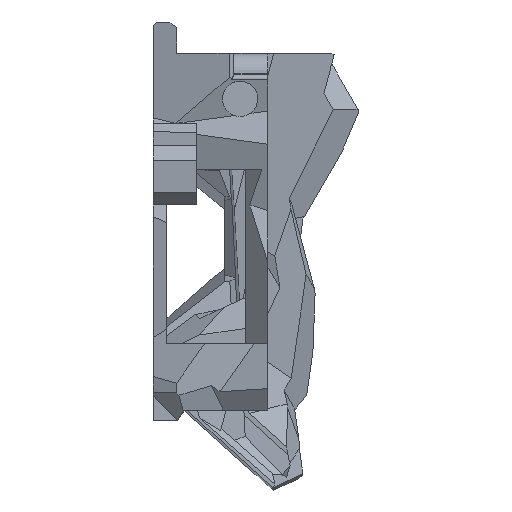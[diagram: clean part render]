
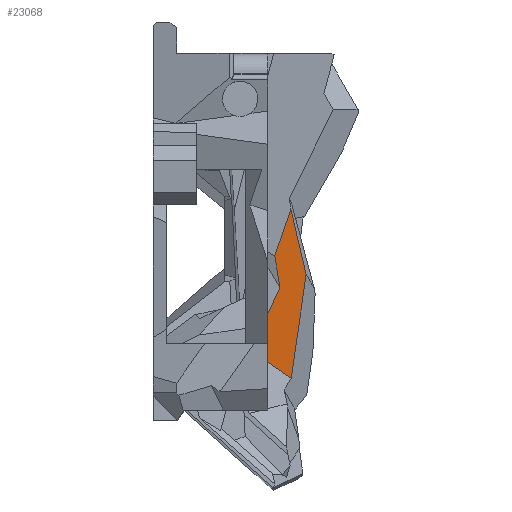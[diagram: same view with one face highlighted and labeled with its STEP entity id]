
A CAD part, left-side view. The second image highlights one B-rep face of the part: STEP entity #23068.
In plain terms, the highlighted planar face has unit normal (-0.947, -0.276, -0.166).
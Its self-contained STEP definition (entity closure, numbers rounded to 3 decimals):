
#9781 = PLANE('',#9782);
#9782 = AXIS2_PLACEMENT_3D('',#9783,#9784,#9785);
#9783 = CARTESIAN_POINT('',(26.265,-0.887,
    46.219));
#9784 = DIRECTION('',(-0.997,0.052,
    -0.056));
#9785 = DIRECTION('',(0.056,0.,
    -0.998));
#13185 = PLANE('',#13186);
#13186 = AXIS2_PLACEMENT_3D('',#13187,#13188,#13189);
#13187 = CARTESIAN_POINT('',(30.335,0.982,
    35.424));
#13188 = DIRECTION('',(0.884,0.451,-0.124));
#13189 = DIRECTION('',(-0.114,-0.05,
    -0.992));
#13213 = PLANE('',#13214);
#13214 = AXIS2_PLACEMENT_3D('',#13215,#13216,#13217);
#13215 = CARTESIAN_POINT('',(28.179,-3.8,
    29.621));
#13216 = DIRECTION('',(0.99,0.108,0.09)
  );
#13217 = DIRECTION('',(0.068,0.19,-0.979)
  );
#18958 = VERTEX_POINT('',#18959);
#18959 = CARTESIAN_POINT('',(26.854,-0.924,
    35.684));
#18973 = PLANE('',#18974);
#18974 = AXIS2_PLACEMENT_3D('',#18975,#18976,#18977);
#18975 = CARTESIAN_POINT('',(26.532,-3.809,
    35.156));
#18976 = DIRECTION('',(0.959,-0.151,0.238));
#18977 = DIRECTION('',(0.242,0.007,-0.97
    ));
#18985 = EDGE_CURVE('',#18986,#18958,#18988,.T.);
#18986 = VERTEX_POINT('',#18987);
#18987 = CARTESIAN_POINT('',(26.413,-2.979,
    41.635));
#18988 = SURFACE_CURVE('',#18989,(#18993,#19000),.PCURVE_S1.);
#18989 = LINE('',#18990,#18991);
#18990 = CARTESIAN_POINT('',(26.431,-2.894,
    41.387));
#18991 = VECTOR('',#18992,1.);
#18992 = DIRECTION('',(0.07,0.326,-0.943
    ));
#18993 = PCURVE('',#9781,#18994);
#18994 = DEFINITIONAL_REPRESENTATION('',(#18995),#18999);
#18995 = LINE('',#18996,#18997);
#18996 = CARTESIAN_POINT('',(4.834,2.009));
#18997 = VECTOR('',#18998,1.);
#18998 = DIRECTION('',(0.945,-0.326));
#18999 = ( GEOMETRIC_REPRESENTATION_CONTEXT(2) 
PARAMETRIC_REPRESENTATION_CONTEXT() REPRESENTATION_CONTEXT('2D SPACE',''
  ) );
#19000 = PCURVE('',#19001,#19006);
#19001 = PLANE('',#19002);
#19002 = AXIS2_PLACEMENT_3D('',#19003,#19004,#19005);
#19003 = CARTESIAN_POINT('',(25.598,4.27,
    34.215));
#19004 = DIRECTION('',(0.947,0.276,0.165));
#19005 = DIRECTION('',(0.17,0.006,-0.985)
  );
#19006 = DEFINITIONAL_REPRESENTATION('',(#19007),#19011);
#19007 = LINE('',#19008,#19009);
#19008 = CARTESIAN_POINT('',(-6.968,-7.411));
#19009 = VECTOR('',#19010,1.);
#19010 = DIRECTION('',(0.943,0.333));
#19011 = ( GEOMETRIC_REPRESENTATION_CONTEXT(2) 
PARAMETRIC_REPRESENTATION_CONTEXT() REPRESENTATION_CONTEXT('2D SPACE',''
  ) );
#19027 = PLANE('',#19028);
#19028 = AXIS2_PLACEMENT_3D('',#19029,#19030,#19031);
#19029 = CARTESIAN_POINT('',(28.065,-4.279,
    37.114));
#19030 = DIRECTION('',(-0.408,-0.906,0.112));
#19031 = DIRECTION('',(-0.912,0.41,0.
    ));
#20497 = EDGE_CURVE('',#20498,#20500,#20502,.T.);
#20498 = VERTEX_POINT('',#20499);
#20499 = CARTESIAN_POINT('',(30.204,-3.016,
    20.006));
#20500 = VERTEX_POINT('',#20501);
#20501 = CARTESIAN_POINT('',(28.086,2.118,
    23.564));
#20502 = SURFACE_CURVE('',#20503,(#20507,#20514),.PCURVE_S1.);
#20503 = LINE('',#20504,#20505);
#20504 = CARTESIAN_POINT('',(25.998,7.182,
    27.072));
#20505 = VECTOR('',#20506,1.);
#20506 = DIRECTION('',(-0.321,0.778,0.539));
#20507 = PCURVE('',#13185,#20508);
#20508 = DEFINITIONAL_REPRESENTATION('',(#20509),#20513);
#20509 = LINE('',#20510,#20511);
#20510 = CARTESIAN_POINT('',(8.474,7.429));
#20511 = VECTOR('',#20512,1.);
#20512 = DIRECTION('',(-0.537,0.843));
#20513 = ( GEOMETRIC_REPRESENTATION_CONTEXT(2) 
PARAMETRIC_REPRESENTATION_CONTEXT() REPRESENTATION_CONTEXT('2D SPACE',''
  ) );
#20514 = PCURVE('',#19001,#20515);
#20515 = DEFINITIONAL_REPRESENTATION('',(#20516),#20520);
#20516 = LINE('',#20517,#20518);
#20517 = CARTESIAN_POINT('',(7.123,2.985));
#20518 = VECTOR('',#20519,1.);
#20519 = DIRECTION('',(-0.582,0.813));
#20520 = ( GEOMETRIC_REPRESENTATION_CONTEXT(2) 
PARAMETRIC_REPRESENTATION_CONTEXT() REPRESENTATION_CONTEXT('2D SPACE',''
  ) );
#20665 = PLANE('',#20666);
#20666 = AXIS2_PLACEMENT_3D('',#20667,#20668,#20669);
#20667 = CARTESIAN_POINT('',(30.741,-4.544,
    24.394));
#20668 = DIRECTION('',(-0.614,-0.766,-0.192));
#20669 = DIRECTION('',(-0.781,0.625,
    0.));
#20681 = VERTEX_POINT('',#20682);
#20682 = CARTESIAN_POINT('',(27.757,-1.587,
    31.622));
#20706 = EDGE_CURVE('',#20500,#20681,#20707,.T.);
#20707 = SURFACE_CURVE('',#20708,(#20712,#20719),.PCURVE_S1.);
#20708 = LINE('',#20709,#20710);
#20709 = CARTESIAN_POINT('',(27.774,-1.395,
    31.204));
#20710 = VECTOR('',#20711,1.);
#20711 = DIRECTION('',(-0.037,-0.417,
    0.908));
#20712 = PCURVE('',#13213,#20713);
#20713 = DEFINITIONAL_REPRESENTATION('',(#20714),#20718);
#20714 = LINE('',#20715,#20716);
#20715 = CARTESIAN_POINT('',(-1.12,2.683));
#20716 = VECTOR('',#20717,1.);
#20717 = DIRECTION('',(-0.971,-0.238));
#20718 = ( GEOMETRIC_REPRESENTATION_CONTEXT(2) 
PARAMETRIC_REPRESENTATION_CONTEXT() REPRESENTATION_CONTEXT('2D SPACE',''
  ) );
#20719 = PCURVE('',#19001,#20720);
#20720 = DEFINITIONAL_REPRESENTATION('',(#20721),#20725);
#20721 = LINE('',#20722,#20723);
#20722 = CARTESIAN_POINT('',(3.303,-5.915));
#20723 = VECTOR('',#20724,1.);
#20724 = DIRECTION('',(-0.903,-0.429));
#20725 = ( GEOMETRIC_REPRESENTATION_CONTEXT(2) 
PARAMETRIC_REPRESENTATION_CONTEXT() REPRESENTATION_CONTEXT('2D SPACE',''
  ) );
#23048 = EDGE_CURVE('',#20681,#18958,#23049,.T.);
#23049 = SURFACE_CURVE('',#23050,(#23054,#23061),.PCURVE_S1.);
#23050 = LINE('',#23051,#23052);
#23051 = CARTESIAN_POINT('',(26.985,-1.02,
    35.094));
#23052 = VECTOR('',#23053,1.);
#23053 = DIRECTION('',(-0.214,0.157,0.964));
#23054 = PCURVE('',#18973,#23055);
#23055 = DEFINITIONAL_REPRESENTATION('',(#23056),#23060);
#23056 = LINE('',#23057,#23058);
#23057 = CARTESIAN_POINT('',(0.189,2.82));
#23058 = VECTOR('',#23059,1.);
#23059 = DIRECTION('',(-0.986,0.166));
#23060 = ( GEOMETRIC_REPRESENTATION_CONTEXT(2) 
PARAMETRIC_REPRESENTATION_CONTEXT() REPRESENTATION_CONTEXT('2D SPACE',''
  ) );
#23061 = PCURVE('',#19001,#23062);
#23062 = DEFINITIONAL_REPRESENTATION('',(#23063),#23067);
#23063 = LINE('',#23064,#23065);
#23064 = CARTESIAN_POINT('',(-0.662,-5.5));
#23065 = VECTOR('',#23066,1.);
#23066 = DIRECTION('',(-0.985,0.17));
#23067 = ( GEOMETRIC_REPRESENTATION_CONTEXT(2) 
PARAMETRIC_REPRESENTATION_CONTEXT() REPRESENTATION_CONTEXT('2D SPACE',''
  ) );
#23068 = ADVANCED_FACE('',(#23069),#19001,.F.);
#23069 = FACE_BOUND('',#23070,.T.);
#23070 = EDGE_LOOP('',(#23071,#23072,#23073,#23096,#23117,#23118));
#23071 = ORIENTED_EDGE('',*,*,#20706,.F.);
#23072 = ORIENTED_EDGE('',*,*,#20497,.F.);
#23073 = ORIENTED_EDGE('',*,*,#23074,.F.);
#23074 = EDGE_CURVE('',#23075,#20498,#23077,.T.);
#23075 = VERTEX_POINT('',#23076);
#23076 = CARTESIAN_POINT('',(28.441,-4.922,
    33.269));
#23077 = SURFACE_CURVE('',#23078,(#23082,#23089),.PCURVE_S1.);
#23078 = LINE('',#23079,#23080);
#23079 = CARTESIAN_POINT('',(28.286,-5.089,
    34.431));
#23080 = VECTOR('',#23081,1.);
#23081 = DIRECTION('',(0.13,0.141,-0.981));
#23082 = PCURVE('',#19001,#23083);
#23083 = DEFINITIONAL_REPRESENTATION('',(#23084),#23088);
#23084 = LINE('',#23085,#23086);
#23085 = CARTESIAN_POINT('',(0.189,-9.738));
#23086 = VECTOR('',#23087,1.);
#23087 = DIRECTION('',(0.99,0.141));
#23088 = ( GEOMETRIC_REPRESENTATION_CONTEXT(2) 
PARAMETRIC_REPRESENTATION_CONTEXT() REPRESENTATION_CONTEXT('2D SPACE',''
  ) );
#23089 = PCURVE('',#20665,#23090);
#23090 = DEFINITIONAL_REPRESENTATION('',(#23091),#23095);
#23091 = LINE('',#23092,#23093);
#23092 = CARTESIAN_POINT('',(1.576,-10.227));
#23093 = VECTOR('',#23094,1.);
#23094 = DIRECTION('',(-0.014,1.));
#23095 = ( GEOMETRIC_REPRESENTATION_CONTEXT(2) 
PARAMETRIC_REPRESENTATION_CONTEXT() REPRESENTATION_CONTEXT('2D SPACE',''
  ) );
#23096 = ORIENTED_EDGE('',*,*,#23097,.T.);
#23097 = EDGE_CURVE('',#23075,#18986,#23098,.T.);
#23098 = SURFACE_CURVE('',#23099,(#23103,#23110),.PCURVE_S1.);
#23099 = LINE('',#23100,#23101);
#23100 = CARTESIAN_POINT('',(24.746,-1.383,
    48.512));
#23101 = VECTOR('',#23102,1.);
#23102 = DIRECTION('',(-0.23,0.22,0.948));
#23103 = PCURVE('',#19001,#23104);
#23104 = DEFINITIONAL_REPRESENTATION('',(#23105),#23109);
#23105 = LINE('',#23106,#23107);
#23106 = CARTESIAN_POINT('',(-14.267,-5.793));
#23107 = VECTOR('',#23108,1.);
#23108 = DIRECTION('',(-0.972,0.235));
#23109 = ( GEOMETRIC_REPRESENTATION_CONTEXT(2) 
PARAMETRIC_REPRESENTATION_CONTEXT() REPRESENTATION_CONTEXT('2D SPACE',''
  ) );
#23110 = PCURVE('',#19027,#23111);
#23111 = DEFINITIONAL_REPRESENTATION('',(#23112),#23116);
#23112 = LINE('',#23113,#23114);
#23113 = CARTESIAN_POINT('',(4.215,-11.47));
#23114 = VECTOR('',#23115,1.);
#23115 = DIRECTION('',(0.3,-0.954));
#23116 = ( GEOMETRIC_REPRESENTATION_CONTEXT(2) 
PARAMETRIC_REPRESENTATION_CONTEXT() REPRESENTATION_CONTEXT('2D SPACE',''
  ) );
#23117 = ORIENTED_EDGE('',*,*,#18985,.T.);
#23118 = ORIENTED_EDGE('',*,*,#23048,.F.);
